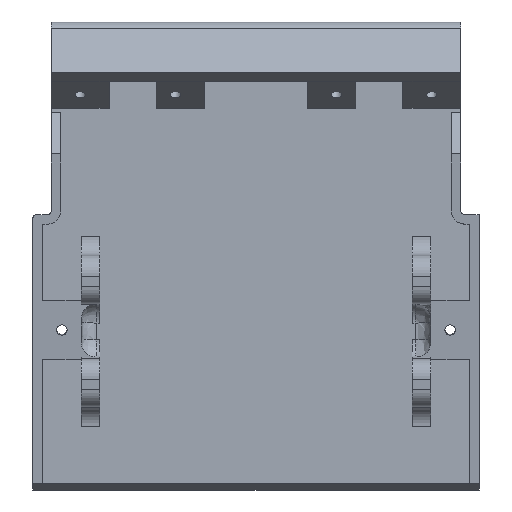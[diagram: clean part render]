
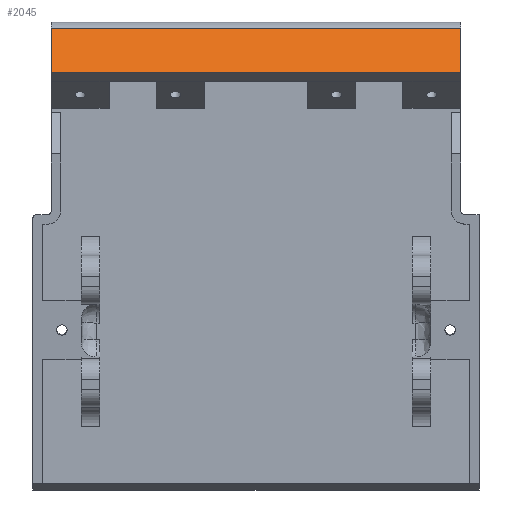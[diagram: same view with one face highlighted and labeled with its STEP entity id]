
A CAD part, top view. The second image highlights one B-rep face of the part: STEP entity #2045.
In plain terms, the highlighted planar face has unit normal (0, 0.585, 0.811).
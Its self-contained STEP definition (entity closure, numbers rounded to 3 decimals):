
#77=PLANE('',#2209);
#201=FACE_OUTER_BOUND('',#324,.T.);
#324=EDGE_LOOP('',(#1643,#1644,#1645,#1646));
#499=LINE('',#3498,#707);
#506=LINE('',#3526,#714);
#520=LINE('',#3552,#728);
#539=LINE('',#3606,#747);
#707=VECTOR('',#2486,8.);
#714=VECTOR('',#2511,10.);
#728=VECTOR('',#2527,10.);
#747=VECTOR('',#2596,10.);
#994=VERTEX_POINT('',#3491);
#997=VERTEX_POINT('',#3496);
#1009=VERTEX_POINT('',#3525);
#1013=VERTEX_POINT('',#3536);
#1214=EDGE_CURVE('',#997,#994,#499,.T.);
#1228=EDGE_CURVE('',#1009,#994,#506,.T.);
#1242=EDGE_CURVE('',#1013,#1009,#520,.T.);
#1268=EDGE_CURVE('',#997,#1013,#539,.T.);
#1643=ORIENTED_EDGE('',*,*,#1214,.F.);
#1644=ORIENTED_EDGE('',*,*,#1268,.T.);
#1645=ORIENTED_EDGE('',*,*,#1242,.T.);
#1646=ORIENTED_EDGE('',*,*,#1228,.T.);
#2045=ADVANCED_FACE('',(#201),#77,.T.);
#2209=AXIS2_PLACEMENT_3D('',#3605,#2594,#2595);
#2486=DIRECTION('',(1.,0.,0.));
#2511=DIRECTION('',(0.,0.811,-0.585));
#2527=DIRECTION('',(1.,0.,0.));
#2594=DIRECTION('center_axis',(0.,0.585,0.811));
#2595=DIRECTION('ref_axis',(0.,-0.811,0.585));
#2596=DIRECTION('',(0.,-0.811,0.585));
#3491=CARTESIAN_POINT('',(107.422,116.042,14.491));
#3496=CARTESIAN_POINT('',(-107.422,116.042,14.491));
#3498=CARTESIAN_POINT('',(-107.422,116.042,14.491));
#3525=CARTESIAN_POINT('',(107.422,92.904,31.163));
#3526=CARTESIAN_POINT('',(107.422,126.668,6.834));
#3536=CARTESIAN_POINT('',(-107.422,92.904,31.163));
#3552=CARTESIAN_POINT('',(-107.422,92.904,31.163));
#3605=CARTESIAN_POINT('Origin',(-107.422,126.668,6.834));
#3606=CARTESIAN_POINT('',(-107.422,109.786,18.999));
